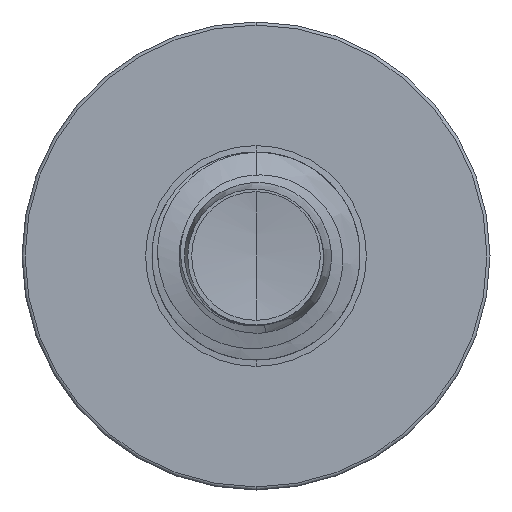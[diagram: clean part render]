
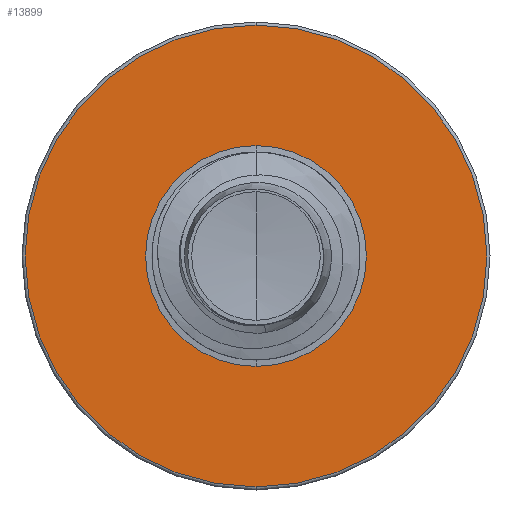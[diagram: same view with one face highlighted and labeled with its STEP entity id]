
A CAD part, front view. The second image highlights one B-rep face of the part: STEP entity #13899.
In plain terms, the highlighted planar face has unit normal (0, -1, 0).
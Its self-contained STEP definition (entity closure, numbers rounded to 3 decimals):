
#57 = VERTEX_POINT ( 'NONE', #14828 ) ;
#185 = CIRCLE ( 'NONE', #486, 1.776 ) ;
#261 = DIRECTION ( 'NONE',  ( 0., 1., 0. ) ) ;
#428 = CARTESIAN_POINT ( 'NONE',  ( 0., 5.5, 0. ) ) ;
#486 = AXIS2_PLACEMENT_3D ( 'NONE', #17585, #8591, #18933 ) ;
#610 = ORIENTED_EDGE ( 'NONE', *, *, #18048, .F. ) ;
#1378 = AXIS2_PLACEMENT_3D ( 'NONE', #18705, #9998, #20154 ) ;
#1981 = ORIENTED_EDGE ( 'NONE', *, *, #17944, .T. ) ;
#2277 = DIRECTION ( 'NONE',  ( 0., 0., 1. ) ) ;
#2674 = EDGE_LOOP ( 'NONE', ( #12099, #610 ) ) ;
#3169 = ORIENTED_EDGE ( 'NONE', *, *, #14188, .T. ) ;
#3419 = PLANE ( 'NONE',  #6376 ) ;
#5147 = VERTEX_POINT ( 'NONE', #16645 ) ;
#5297 = AXIS2_PLACEMENT_3D ( 'NONE', #10899, #261, #12403 ) ;
#6337 = VERTEX_POINT ( 'NONE', #15838 ) ;
#6376 = AXIS2_PLACEMENT_3D ( 'NONE', #14994, #16420, #7134 ) ;
#7134 = DIRECTION ( 'NONE',  ( 0., 0., 1. ) ) ;
#7664 = CIRCLE ( 'NONE', #5297, 0.849 ) ;
#8591 = DIRECTION ( 'NONE',  ( 0., 1., 0. ) ) ;
#8916 = AXIS2_PLACEMENT_3D ( 'NONE', #428, #12565, #2277 ) ;
#9229 = VERTEX_POINT ( 'NONE', #13106 ) ;
#9807 = CIRCLE ( 'NONE', #8916, 1.776 ) ;
#9998 = DIRECTION ( 'NONE',  ( 0., 1., 0. ) ) ;
#10899 = CARTESIAN_POINT ( 'NONE',  ( 0., 5.5, 0. ) ) ;
#12099 = ORIENTED_EDGE ( 'NONE', *, *, #15540, .F. ) ;
#12403 = DIRECTION ( 'NONE',  ( 0., 0., 1. ) ) ;
#12565 = DIRECTION ( 'NONE',  ( 0., 1., 0. ) ) ;
#12959 = FACE_BOUND ( 'NONE', #20507, .T. ) ;
#13106 = CARTESIAN_POINT ( 'NONE',  ( 0., 5.5, 0.849 ) ) ;
#13899 = ADVANCED_FACE ( 'NONE', ( #20467, #12959 ), #3419, .F. ) ;
#14188 = EDGE_CURVE ( 'NONE', #5147, #9229, #7664, .T. ) ;
#14828 = CARTESIAN_POINT ( 'NONE',  ( 0., 5.5, -1.776 ) ) ;
#14994 = CARTESIAN_POINT ( 'NONE',  ( 0., 5.5, -0.849 ) ) ;
#15540 = EDGE_CURVE ( 'NONE', #6337, #57, #9807, .T. ) ;
#15838 = CARTESIAN_POINT ( 'NONE',  ( 0., 5.5, 1.776 ) ) ;
#16420 = DIRECTION ( 'NONE',  ( 0., 1., 0. ) ) ;
#16645 = CARTESIAN_POINT ( 'NONE',  ( 0., 5.5, -0.849 ) ) ;
#17585 = CARTESIAN_POINT ( 'NONE',  ( 0., 5.5, 0. ) ) ;
#17944 = EDGE_CURVE ( 'NONE', #9229, #5147, #18482, .T. ) ;
#18048 = EDGE_CURVE ( 'NONE', #57, #6337, #185, .T. ) ;
#18482 = CIRCLE ( 'NONE', #1378, 0.849 ) ;
#18705 = CARTESIAN_POINT ( 'NONE',  ( 0., 5.5, 0. ) ) ;
#18933 = DIRECTION ( 'NONE',  ( 0., 0., 1. ) ) ;
#20154 = DIRECTION ( 'NONE',  ( 0., 0., 1. ) ) ;
#20467 = FACE_OUTER_BOUND ( 'NONE', #2674, .T. ) ;
#20507 = EDGE_LOOP ( 'NONE', ( #1981, #3169 ) ) ;
